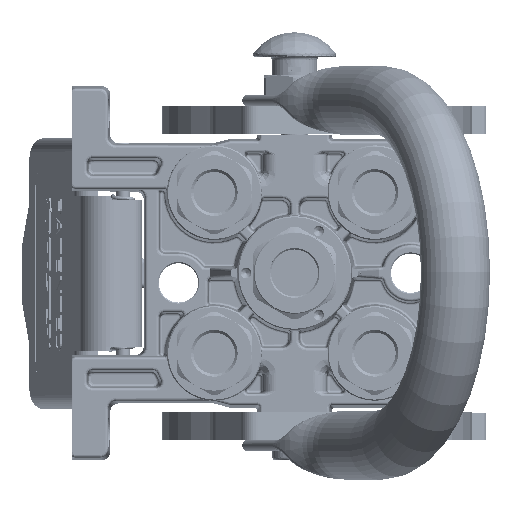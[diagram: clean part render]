
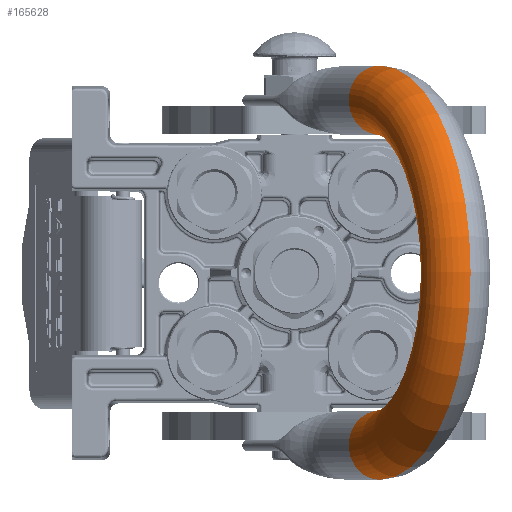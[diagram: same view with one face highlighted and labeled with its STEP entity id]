
A CAD part, top view. The second image highlights one B-rep face of the part: STEP entity #165628.
In plain terms, the highlighted toroidal (fillet/blend) face has major radius 62.25 mm and minor radius 12.5 mm.
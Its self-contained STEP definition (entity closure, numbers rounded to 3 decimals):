
#6810 = DIRECTION ( 'NONE',  ( 0., 0., 1. ) ) ;
#11589 = DIRECTION ( 'NONE',  ( 0., 1., 0. ) ) ;
#18394 = CARTESIAN_POINT ( 'NONE',  ( -49.75, 0., 25.25 ) ) ;
#22052 = CARTESIAN_POINT ( 'NONE',  ( 0., 0., 25.25 ) ) ;
#34144 = AXIS2_PLACEMENT_3D ( 'NONE', #147678, #115644, #84212 ) ;
#38945 = CIRCLE ( 'NONE', #114318, 49.75 ) ;
#47855 = VERTEX_POINT ( 'NONE', #152269 ) ;
#52840 = DIRECTION ( 'NONE',  ( -1., 0., 0. ) ) ;
#52970 = CARTESIAN_POINT ( 'NONE',  ( -62.25, 0., 25.25 ) ) ;
#53059 = EDGE_CURVE ( 'NONE', #86026, #65455, #138490, .T. ) ;
#65455 = VERTEX_POINT ( 'NONE', #18394 ) ;
#66137 = CIRCLE ( 'NONE', #34144, 74.75 ) ;
#67758 = AXIS2_PLACEMENT_3D ( 'NONE', #75890, #11589, #69939 ) ;
#69939 = DIRECTION ( 'NONE',  ( 1., 0., 0. ) ) ;
#71310 = CARTESIAN_POINT ( 'NONE',  ( 49.75, 0., 25.25 ) ) ;
#75688 = ORIENTED_EDGE ( 'NONE', *, *, #124772, .T. ) ;
#75890 = CARTESIAN_POINT ( 'NONE',  ( 0., 0., 25.25 ) ) ;
#81799 = EDGE_LOOP ( 'NONE', ( #75688, #112995, #121190, #149214 ) ) ;
#82044 = AXIS2_PLACEMENT_3D ( 'NONE', #123710, #204472, #92981 ) ;
#82173 = EDGE_CURVE ( 'NONE', #47855, #94837, #199868, .T. ) ;
#84212 = DIRECTION ( 'NONE',  ( -1., 0., 0. ) ) ;
#85356 = AXIS2_PLACEMENT_3D ( 'NONE', #52970, #6810, #179895 ) ;
#86026 = VERTEX_POINT ( 'NONE', #103116 ) ;
#92981 = DIRECTION ( 'NONE',  ( 1., 0., 0. ) ) ;
#94837 = VERTEX_POINT ( 'NONE', #71310 ) ;
#103116 = CARTESIAN_POINT ( 'NONE',  ( -74.75, 0., 25.25 ) ) ;
#112995 = ORIENTED_EDGE ( 'NONE', *, *, #82173, .F. ) ;
#114318 = AXIS2_PLACEMENT_3D ( 'NONE', #22052, #148421, #52840 ) ;
#115644 = DIRECTION ( 'NONE',  ( 0., 1., 0. ) ) ;
#121190 = ORIENTED_EDGE ( 'NONE', *, *, #137462, .F. ) ;
#123710 = CARTESIAN_POINT ( 'NONE',  ( 62.25, 0., 25.25 ) ) ;
#124772 = EDGE_CURVE ( 'NONE', #65455, #94837, #38945, .T. ) ;
#137462 = EDGE_CURVE ( 'NONE', #86026, #47855, #66137, .T. ) ;
#138490 = CIRCLE ( 'NONE', #85356, 12.5 ) ;
#146756 = TOROIDAL_SURFACE ( 'NONE', #67758, 62.25, 12.5 ) ;
#147678 = CARTESIAN_POINT ( 'NONE',  ( 0., 0., 25.25 ) ) ;
#148421 = DIRECTION ( 'NONE',  ( 0., 1., 0. ) ) ;
#149214 = ORIENTED_EDGE ( 'NONE', *, *, #53059, .T. ) ;
#152269 = CARTESIAN_POINT ( 'NONE',  ( 74.75, 0., 25.25 ) ) ;
#164169 = FACE_OUTER_BOUND ( 'NONE', #81799, .T. ) ;
#165628 = ADVANCED_FACE ( 'NONE', ( #164169 ), #146756, .T. ) ;
#179895 = DIRECTION ( 'NONE',  ( -1., 0., 0. ) ) ;
#199868 = CIRCLE ( 'NONE', #82044, 12.5 ) ;
#204472 = DIRECTION ( 'NONE',  ( 0., 0., -1. ) ) ;
